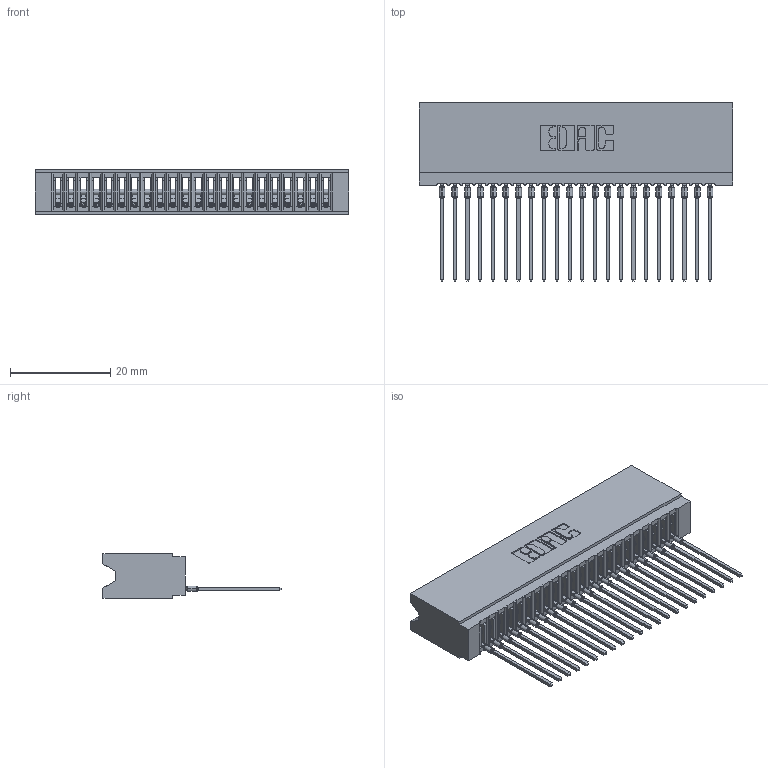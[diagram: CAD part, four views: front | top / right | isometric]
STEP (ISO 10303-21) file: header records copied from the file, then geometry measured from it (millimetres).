
FILE_DESCRIPTION (( 'STEP AP203' ), '1' );
FILE_NAME ('745-022-541-106.STEP', '2026-02-25T16:43:49', ( '' ), ( '' ), 'SwSTEP 2.0', 'SolidWorks 2023', '' );
FILE_SCHEMA (( 'CONFIG_CONTROL_DESIGN' ));
Length unit declared in the file: millimetre
Products named in the file (3): 745-292-001_541; 745-022-541-106; 745 Part_Insulator Option - 06
Assembly tree (23 placements, depth 2):
  745-022-541-106
    745 Part_Insulator Option - 06
    745-292-001_541  x22
Bounding box: 62.48 x 35.45 x 8.89 mm (x, y, z)
Volume: 5617.8 mm3; surface area: 10528 mm2
Topology: 23 solids, 23 shells, 2560 faces, 7036 edges, 4440 vertices
Faces by surface type: plane 1530, cylinder 458, bspline 440, torus 132
Entity records: 39084 total; most frequent: CARTESIAN_POINT 7388, ORIENTED_EDGE 6806, DIRECTION 5919, EDGE_CURVE 3403, LINE 3089, VECTOR 3089, VERTEX_POINT 2172, AXIS2_PLACEMENT_3D 1415
